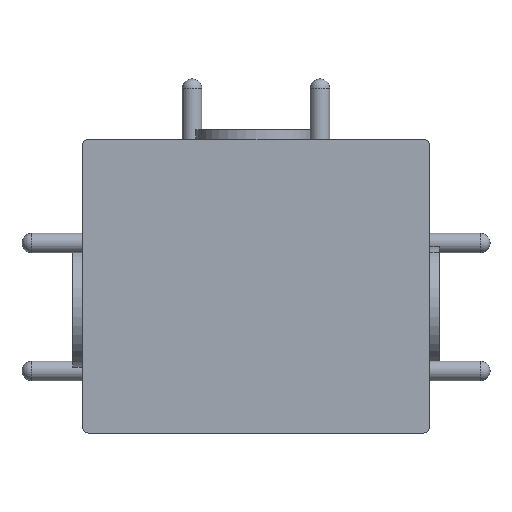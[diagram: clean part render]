
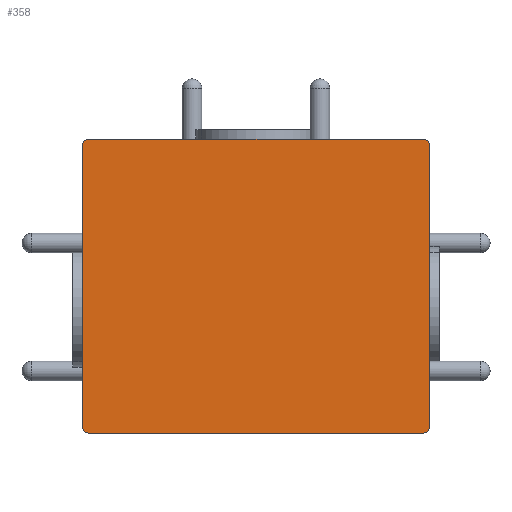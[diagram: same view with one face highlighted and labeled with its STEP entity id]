
A CAD part, front view. The second image highlights one B-rep face of the part: STEP entity #358.
In plain terms, the highlighted planar face has unit normal (0, -1, 0).
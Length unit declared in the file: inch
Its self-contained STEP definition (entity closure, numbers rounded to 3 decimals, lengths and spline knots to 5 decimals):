
#33 = CARTESIAN_POINT ( 'NONE',  ( 0.54087, -0.37598, 0.44244 ) ) ;
#56 = VECTOR ( 'NONE', #3027, 39.37008 ) ;
#99 = ORIENTED_EDGE ( 'NONE', *, *, #4423, .T. ) ;
#119 = CARTESIAN_POINT ( 'NONE',  ( 0.52087, -0.37598, 0.42244 ) ) ;
#156 = VERTEX_POINT ( 'NONE', #5026 ) ;
#179 = VERTEX_POINT ( 'NONE', #2466 ) ;
#358 = ADVANCED_FACE ( 'NONE', ( #4853 ), #1399, .T. ) ;
#389 = VECTOR ( 'NONE', #1864, 39.37008 ) ;
#402 = CARTESIAN_POINT ( 'NONE',  ( 0.52087, -0.37598, -0.45244 ) ) ;
#502 = DIRECTION ( 'NONE',  ( 0., -1., 0. ) ) ;
#529 = VERTEX_POINT ( 'NONE', #725 ) ;
#617 = CARTESIAN_POINT ( 'NONE',  ( -0.57087, -0.37598, 0.44244 ) ) ;
#725 = CARTESIAN_POINT ( 'NONE',  ( -0.52087, -0.37598, -0.47244 ) ) ;
#810 = EDGE_CURVE ( 'NONE', #156, #1836, #4842, .T. ) ;
#935 = ORIENTED_EDGE ( 'NONE', *, *, #3411, .F. ) ;
#1218 = CARTESIAN_POINT ( 'NONE',  ( -0.54087, -0.37598, 0.42244 ) ) ;
#1300 = CARTESIAN_POINT ( 'NONE',  ( -0.52087, -0.37598, -0.45244 ) ) ;
#1382 = ORIENTED_EDGE ( 'NONE', *, *, #4710, .F. ) ;
#1399 = PLANE ( 'NONE',  #5080 ) ;
#1504 = DIRECTION ( 'NONE',  ( 1., 0., 0. ) ) ;
#1524 = LINE ( 'NONE', #3133, #389 ) ;
#1589 = EDGE_CURVE ( 'NONE', #3868, #529, #1524, .T. ) ;
#1701 = DIRECTION ( 'NONE',  ( 0., -1., 0. ) ) ;
#1812 = DIRECTION ( 'NONE',  ( 0., 0., -1. ) ) ;
#1836 = VERTEX_POINT ( 'NONE', #1218 ) ;
#1861 = CIRCLE ( 'NONE', #4430, 0.02 ) ;
#1864 = DIRECTION ( 'NONE',  ( -1., 0., 0. ) ) ;
#1958 = CARTESIAN_POINT ( 'NONE',  ( -0.54087, -0.37598, -0.47244 ) ) ;
#2112 = AXIS2_PLACEMENT_3D ( 'NONE', #119, #502, #1812 ) ;
#2236 = ORIENTED_EDGE ( 'NONE', *, *, #4898, .T. ) ;
#2298 = ORIENTED_EDGE ( 'NONE', *, *, #3619, .F. ) ;
#2349 = LINE ( 'NONE', #1958, #3885 ) ;
#2466 = CARTESIAN_POINT ( 'NONE',  ( -0.54087, -0.37598, -0.45244 ) ) ;
#2558 = AXIS2_PLACEMENT_3D ( 'NONE', #402, #1701, #3394 ) ;
#2588 = LINE ( 'NONE', #33, #56 ) ;
#2622 = EDGE_LOOP ( 'NONE', ( #2298, #4001, #935, #4448, #1382, #2236, #4102, #99 ) ) ;
#2640 = VERTEX_POINT ( 'NONE', #5387 ) ;
#2713 = DIRECTION ( 'NONE',  ( 0., -1., 0. ) ) ;
#2783 = CARTESIAN_POINT ( 'NONE',  ( 0.52087, -0.37598, -0.47244 ) ) ;
#3027 = DIRECTION ( 'NONE',  ( 0., 0., -1. ) ) ;
#3066 = DIRECTION ( 'NONE',  ( 0., 0., -1. ) ) ;
#3133 = CARTESIAN_POINT ( 'NONE',  ( -0.57087, -0.37598, -0.47244 ) ) ;
#3193 = CIRCLE ( 'NONE', #2112, 0.02 ) ;
#3245 = VERTEX_POINT ( 'NONE', #4752 ) ;
#3394 = DIRECTION ( 'NONE',  ( 0., 0., -1. ) ) ;
#3411 = EDGE_CURVE ( 'NONE', #156, #3245, #4783, .T. ) ;
#3443 = DIRECTION ( 'NONE',  ( 0., -1., 0. ) ) ;
#3473 = DIRECTION ( 'NONE',  ( 0., 0., -1. ) ) ;
#3619 = EDGE_CURVE ( 'NONE', #3866, #2640, #2588, .T. ) ;
#3756 = AXIS2_PLACEMENT_3D ( 'NONE', #5473, #4103, #4130 ) ;
#3866 = VERTEX_POINT ( 'NONE', #4051 ) ;
#3868 = VERTEX_POINT ( 'NONE', #2783 ) ;
#3885 = VECTOR ( 'NONE', #5354, 39.37008 ) ;
#4001 = ORIENTED_EDGE ( 'NONE', *, *, #4947, .T. ) ;
#4011 = CARTESIAN_POINT ( 'NONE',  ( 0., -0.37598, 0. ) ) ;
#4051 = CARTESIAN_POINT ( 'NONE',  ( 0.54087, -0.37598, 0.42244 ) ) ;
#4102 = ORIENTED_EDGE ( 'NONE', *, *, #1589, .F. ) ;
#4103 = DIRECTION ( 'NONE',  ( 0., -1., 0. ) ) ;
#4130 = DIRECTION ( 'NONE',  ( 0., 0., -1. ) ) ;
#4423 = EDGE_CURVE ( 'NONE', #3868, #2640, #5051, .T. ) ;
#4430 = AXIS2_PLACEMENT_3D ( 'NONE', #1300, #3443, #3473 ) ;
#4448 = ORIENTED_EDGE ( 'NONE', *, *, #810, .T. ) ;
#4497 = VECTOR ( 'NONE', #1504, 39.37008 ) ;
#4710 = EDGE_CURVE ( 'NONE', #179, #1836, #2349, .T. ) ;
#4752 = CARTESIAN_POINT ( 'NONE',  ( 0.52087, -0.37598, 0.44244 ) ) ;
#4783 = LINE ( 'NONE', #617, #4497 ) ;
#4842 = CIRCLE ( 'NONE', #3756, 0.02 ) ;
#4853 = FACE_OUTER_BOUND ( 'NONE', #2622, .T. ) ;
#4898 = EDGE_CURVE ( 'NONE', #179, #529, #1861, .T. ) ;
#4947 = EDGE_CURVE ( 'NONE', #3866, #3245, #3193, .T. ) ;
#5026 = CARTESIAN_POINT ( 'NONE',  ( -0.52087, -0.37598, 0.44244 ) ) ;
#5051 = CIRCLE ( 'NONE', #2558, 0.02 ) ;
#5080 = AXIS2_PLACEMENT_3D ( 'NONE', #4011, #2713, #3066 ) ;
#5354 = DIRECTION ( 'NONE',  ( 0., 0., 1. ) ) ;
#5387 = CARTESIAN_POINT ( 'NONE',  ( 0.54087, -0.37598, -0.45244 ) ) ;
#5473 = CARTESIAN_POINT ( 'NONE',  ( -0.52087, -0.37598, 0.42244 ) ) ;
